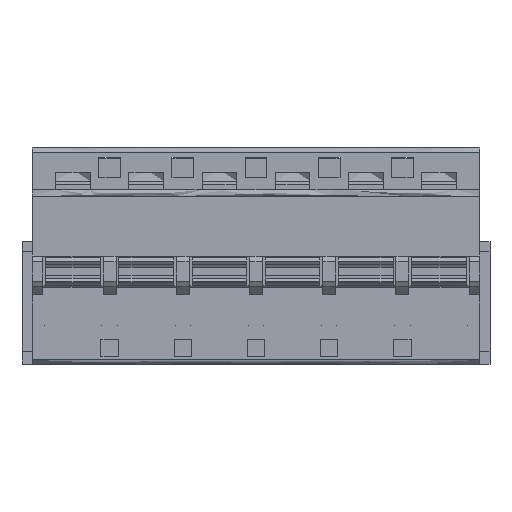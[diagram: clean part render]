
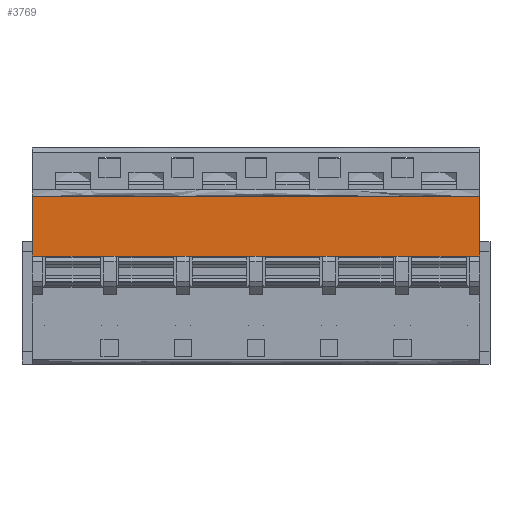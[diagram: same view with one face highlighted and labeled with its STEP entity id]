
A CAD part, front view. The second image highlights one B-rep face of the part: STEP entity #3769.
In plain terms, the highlighted free-form (B-spline) face has degree [1, 1] with [2, 2] control points.
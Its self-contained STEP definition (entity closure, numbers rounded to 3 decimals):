
#3515=CARTESIAN_POINT('',(-14.79,-14.7,-7.5));
#3516=VERTEX_POINT('',#3515);
#3522=CARTESIAN_POINT('',(-15.54,-14.7,-7.5));
#3523=VERTEX_POINT('',#3522);
#3524=CARTESIAN_POINT('',(-14.79,-14.7,-7.5));
#3525=CARTESIAN_POINT('',(-15.54,-14.7,-7.5));
#3526=B_SPLINE_CURVE_WITH_KNOTS('',1,(#3524,#3525),.POLYLINE_FORM.,.F.,.U.,(2,2),(0.,1.),.UNSPECIFIED.);
#3527=EDGE_CURVE('',#3516,#3523,#3526,.T.);
#3543=CARTESIAN_POINT('',(-9.71,-14.7,-7.5));
#3544=VERTEX_POINT('',#3543);
#3545=CARTESIAN_POINT('',(-10.61,-14.7,-7.5));
#3546=VERTEX_POINT('',#3545);
#3547=CARTESIAN_POINT('',(-9.71,-14.7,-7.5));
#3548=CARTESIAN_POINT('',(-10.61,-14.7,-7.5));
#3549=B_SPLINE_CURVE_WITH_KNOTS('',1,(#3547,#3548),.POLYLINE_FORM.,.F.,.U.,(2,2),(0.,1.),.UNSPECIFIED.);
#3550=EDGE_CURVE('',#3544,#3546,#3549,.T.);
#3571=CARTESIAN_POINT('',(-4.63,-14.7,-7.5));
#3572=VERTEX_POINT('',#3571);
#3573=CARTESIAN_POINT('',(-5.53,-14.7,-7.5));
#3574=VERTEX_POINT('',#3573);
#3575=CARTESIAN_POINT('',(-4.63,-14.7,-7.5));
#3576=CARTESIAN_POINT('',(-5.53,-14.7,-7.5));
#3577=B_SPLINE_CURVE_WITH_KNOTS('',1,(#3575,#3576),.POLYLINE_FORM.,.F.,.U.,(2,2),(0.,1.),.UNSPECIFIED.);
#3578=EDGE_CURVE('',#3572,#3574,#3577,.T.);
#3599=CARTESIAN_POINT('',(0.45,-14.7,-7.5));
#3600=VERTEX_POINT('',#3599);
#3601=CARTESIAN_POINT('',(-0.45,-14.7,-7.5));
#3602=VERTEX_POINT('',#3601);
#3603=CARTESIAN_POINT('',(0.45,-14.7,-7.5));
#3604=CARTESIAN_POINT('',(-0.45,-14.7,-7.5));
#3605=B_SPLINE_CURVE_WITH_KNOTS('',1,(#3603,#3604),.POLYLINE_FORM.,.F.,.U.,(2,2),(0.,1.),.UNSPECIFIED.);
#3606=EDGE_CURVE('',#3600,#3602,#3605,.T.);
#3627=CARTESIAN_POINT('',(5.53,-14.7,-7.5));
#3628=VERTEX_POINT('',#3627);
#3629=CARTESIAN_POINT('',(4.63,-14.7,-7.5));
#3630=VERTEX_POINT('',#3629);
#3631=CARTESIAN_POINT('',(5.53,-14.7,-7.5));
#3632=CARTESIAN_POINT('',(4.63,-14.7,-7.5));
#3633=B_SPLINE_CURVE_WITH_KNOTS('',1,(#3631,#3632),.POLYLINE_FORM.,.F.,.U.,(2,2),(0.,1.),.UNSPECIFIED.);
#3634=EDGE_CURVE('',#3628,#3630,#3633,.T.);
#3656=CARTESIAN_POINT('',(15.54,-14.7,-7.5));
#3657=VERTEX_POINT('',#3656);
#3663=CARTESIAN_POINT('',(14.79,-14.7,-7.5));
#3664=VERTEX_POINT('',#3663);
#3665=CARTESIAN_POINT('',(15.54,-14.7,-7.5));
#3666=CARTESIAN_POINT('',(14.79,-14.7,-7.5));
#3667=B_SPLINE_CURVE_WITH_KNOTS('',1,(#3665,#3666),.POLYLINE_FORM.,.F.,.U.,(2,2),(0.,1.),.UNSPECIFIED.);
#3668=EDGE_CURVE('',#3657,#3664,#3667,.T.);
#3683=CARTESIAN_POINT('',(10.61,-14.7,-7.5));
#3684=VERTEX_POINT('',#3683);
#3685=CARTESIAN_POINT('',(9.71,-14.7,-7.5));
#3686=VERTEX_POINT('',#3685);
#3687=CARTESIAN_POINT('',(10.61,-14.7,-7.5));
#3688=CARTESIAN_POINT('',(9.71,-14.7,-7.5));
#3689=B_SPLINE_CURVE_WITH_KNOTS('',1,(#3687,#3688),.POLYLINE_FORM.,.F.,.U.,(2,2),(0.,1.),.UNSPECIFIED.);
#3690=EDGE_CURVE('',#3684,#3686,#3689,.T.);
#3706=CARTESIAN_POINT('',(31.494,-14.7,-54.534));
#3707=CARTESIAN_POINT('',(-62.574,-14.7,-54.534));
#3708=CARTESIAN_POINT('',(31.494,-14.7,39.534));
#3709=CARTESIAN_POINT('',(-62.574,-14.7,39.534));
#3710=B_SPLINE_SURFACE_WITH_KNOTS('',1,1,((#3706,#3707),(#3708,#3709)),.PLANE_SURF.,.F.,.F.,.U.,(2,2),(2,2),(0.,1.),(0.,1.),.UNSPECIFIED.);
#3711=ORIENTED_EDGE('',*,*,#3668,.F.);
#3712=CARTESIAN_POINT('',(15.54,-14.7,-3.35));
#3713=VERTEX_POINT('',#3712);
#3714=CARTESIAN_POINT('',(15.54,-14.7,-7.5));
#3715=CARTESIAN_POINT('',(15.54,-14.7,-3.35));
#3716=B_SPLINE_CURVE_WITH_KNOTS('',1,(#3714,#3715),.POLYLINE_FORM.,.F.,.U.,(2,2),(0.,1.),.UNSPECIFIED.);
#3717=EDGE_CURVE('',#3657,#3713,#3716,.T.);
#3718=ORIENTED_EDGE('',*,*,#3717,.T.);
#3719=CARTESIAN_POINT('',(-15.54,-14.7,-3.35));
#3720=VERTEX_POINT('',#3719);
#3721=CARTESIAN_POINT('',(15.54,-14.7,-3.35));
#3722=CARTESIAN_POINT('',(-15.54,-14.7,-3.35));
#3723=B_SPLINE_CURVE_WITH_KNOTS('',1,(#3721,#3722),.POLYLINE_FORM.,.F.,.U.,(2,2),(0.,1.),.UNSPECIFIED.);
#3724=EDGE_CURVE('',#3713,#3720,#3723,.T.);
#3725=ORIENTED_EDGE('',*,*,#3724,.T.);
#3726=CARTESIAN_POINT('',(-15.54,-14.7,-7.5));
#3727=CARTESIAN_POINT('',(-15.54,-14.7,-3.35));
#3728=B_SPLINE_CURVE_WITH_KNOTS('',1,(#3726,#3727),.POLYLINE_FORM.,.F.,.U.,(2,2),(0.,1.),.UNSPECIFIED.);
#3729=EDGE_CURVE('',#3523,#3720,#3728,.T.);
#3730=ORIENTED_EDGE('',*,*,#3729,.F.);
#3731=ORIENTED_EDGE('',*,*,#3527,.F.);
#3732=CARTESIAN_POINT('',(-14.79,-14.7,-7.5));
#3733=CARTESIAN_POINT('',(-10.61,-14.7,-7.5));
#3734=B_SPLINE_CURVE_WITH_KNOTS('',1,(#3732,#3733),.POLYLINE_FORM.,.F.,.U.,(2,2),(0.,1.),.UNSPECIFIED.);
#3735=EDGE_CURVE('',#3516,#3546,#3734,.T.);
#3736=ORIENTED_EDGE('',*,*,#3735,.T.);
#3737=ORIENTED_EDGE('',*,*,#3550,.F.);
#3738=CARTESIAN_POINT('',(-9.71,-14.7,-7.5));
#3739=CARTESIAN_POINT('',(-5.53,-14.7,-7.5));
#3740=B_SPLINE_CURVE_WITH_KNOTS('',1,(#3738,#3739),.POLYLINE_FORM.,.F.,.U.,(2,2),(0.,1.),.UNSPECIFIED.);
#3741=EDGE_CURVE('',#3544,#3574,#3740,.T.);
#3742=ORIENTED_EDGE('',*,*,#3741,.T.);
#3743=ORIENTED_EDGE('',*,*,#3578,.F.);
#3744=CARTESIAN_POINT('',(-4.63,-14.7,-7.5));
#3745=CARTESIAN_POINT('',(-0.45,-14.7,-7.5));
#3746=B_SPLINE_CURVE_WITH_KNOTS('',1,(#3744,#3745),.POLYLINE_FORM.,.F.,.U.,(2,2),(0.,1.),.UNSPECIFIED.);
#3747=EDGE_CURVE('',#3572,#3602,#3746,.T.);
#3748=ORIENTED_EDGE('',*,*,#3747,.T.);
#3749=ORIENTED_EDGE('',*,*,#3606,.F.);
#3750=CARTESIAN_POINT('',(0.45,-14.7,-7.5));
#3751=CARTESIAN_POINT('',(4.63,-14.7,-7.5));
#3752=B_SPLINE_CURVE_WITH_KNOTS('',1,(#3750,#3751),.POLYLINE_FORM.,.F.,.U.,(2,2),(0.,1.),.UNSPECIFIED.);
#3753=EDGE_CURVE('',#3600,#3630,#3752,.T.);
#3754=ORIENTED_EDGE('',*,*,#3753,.T.);
#3755=ORIENTED_EDGE('',*,*,#3634,.F.);
#3756=CARTESIAN_POINT('',(5.53,-14.7,-7.5));
#3757=CARTESIAN_POINT('',(9.71,-14.7,-7.5));
#3758=B_SPLINE_CURVE_WITH_KNOTS('',1,(#3756,#3757),.POLYLINE_FORM.,.F.,.U.,(2,2),(0.,1.),.UNSPECIFIED.);
#3759=EDGE_CURVE('',#3628,#3686,#3758,.T.);
#3760=ORIENTED_EDGE('',*,*,#3759,.T.);
#3761=ORIENTED_EDGE('',*,*,#3690,.F.);
#3762=CARTESIAN_POINT('',(10.61,-14.7,-7.5));
#3763=CARTESIAN_POINT('',(14.79,-14.7,-7.5));
#3764=B_SPLINE_CURVE_WITH_KNOTS('',1,(#3762,#3763),.POLYLINE_FORM.,.F.,.U.,(2,2),(0.,1.),.UNSPECIFIED.);
#3765=EDGE_CURVE('',#3684,#3664,#3764,.T.);
#3766=ORIENTED_EDGE('',*,*,#3765,.T.);
#3767=EDGE_LOOP('',(#3711,#3718,#3725,#3730,#3731,#3736,#3737,#3742,#3743,#3748,#3749,#3754,#3755,#3760,#3761,#3766));
#3768=FACE_OUTER_BOUND('',#3767,.T.);
#3769=ADVANCED_FACE('',(#3768),#3710,.T.);
